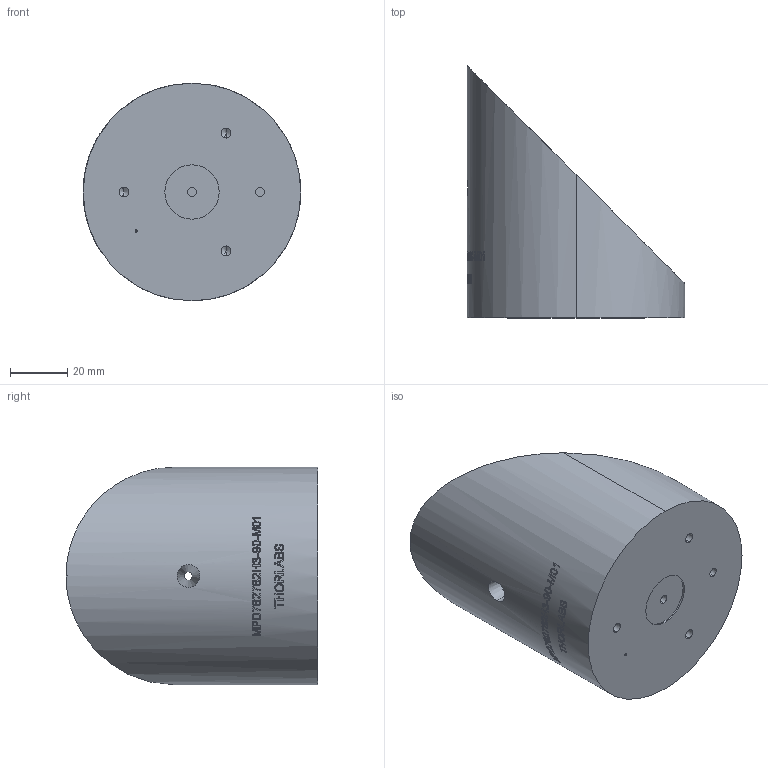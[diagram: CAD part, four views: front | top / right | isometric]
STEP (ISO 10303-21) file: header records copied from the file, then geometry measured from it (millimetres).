
FILE_DESCRIPTION (( 'STEP AP203' ), '1' );
FILE_NAME ('24803-E0W.STEP', '2014-09-08T18:20:10', ( 'admin' ), ( '' ), 'SwSTEP 2.0', 'SolidWorks 2014', '' );
FILE_SCHEMA (( 'CONFIG_CONTROL_DESIGN' ));
Length unit declared in the file: inch
Products named in the file (1): 24803-E0W
Bounding box: 76.2 x 88.2 x 76.2 mm (x, y, z)
Volume: 216161.2 mm3; surface area: 24048.5 mm2
Topology: 1 solids, 1 shells, 68 faces, 383 edges, 353 vertices
Faces by surface type: cylinder 52, cone 10, plane 4, bspline 2
Entity records: 8803 total; most frequent: CARTESIAN_POINT 5851, ORIENTED_EDGE 750, DIRECTION 411, EDGE_CURVE 375, VERTEX_POINT 353, B_SPLINE_CURVE_WITH_KNOTS 199, AXIS2_PLACEMENT_3D 168, EDGE_LOOP 114
